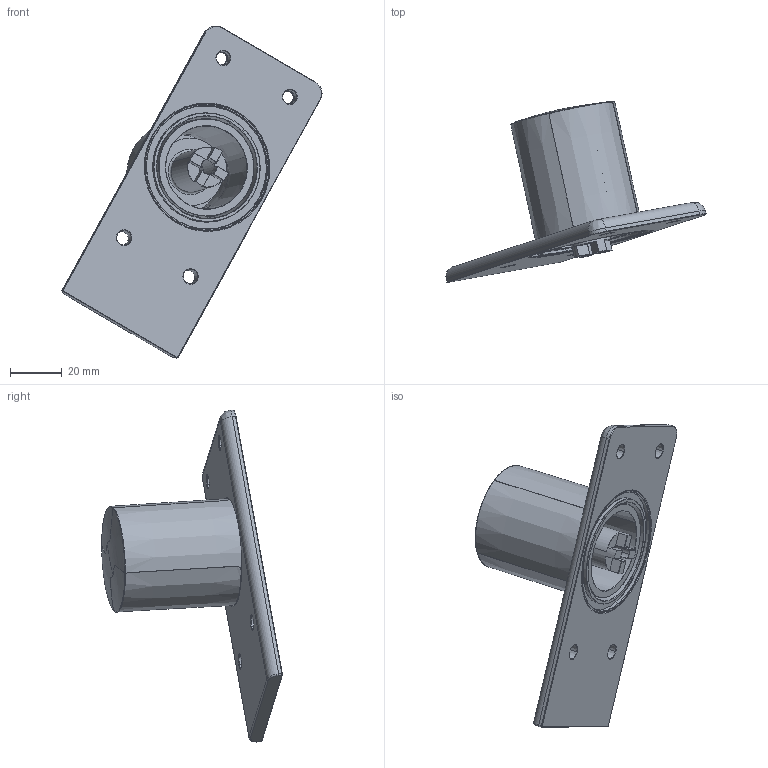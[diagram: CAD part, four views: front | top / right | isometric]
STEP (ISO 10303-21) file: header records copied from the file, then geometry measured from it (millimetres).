
FILE_DESCRIPTION((''),'2;1');
FILE_NAME('DM_CAD-2353_SW0001','2016-07-28T',('creinig-se'),(''),'PRO/ENGINEER BY PARAMETRIC TECHNOLOGY CORPORATION, 2015440','PRO/ENGINEER BY PARAMETRIC TECHNOLOGY CORPORATION, 2015440','');
FILE_SCHEMA(('CONFIG_CONTROL_DESIGN'));
Length unit declared in the file: millimetre
Products named in the file (1): DM_CAD-2353_SW0001
Bounding box: 100.08 x 69.54 x 127.78 mm (x, y, z)
Volume: 58805.9 mm3; surface area: 47469.9 mm2
Topology: 2 solids, 2 shells, 603 faces, 1710 edges, 1083 vertices
Faces by surface type: cylinder 191, plane 149, torus 132, bspline 51, sphere 46, cone 34
Entity records: 32307 total; most frequent: CARTESIAN_POINT 12666, ORIENTED_EDGE 3350, DIRECTION 3205, EDGE_CURVE 1675, AXIS2_PLACEMENT_3D 1346, VERTEX_POINT 1083, CIRCLE 794, EDGE_LOOP 626
